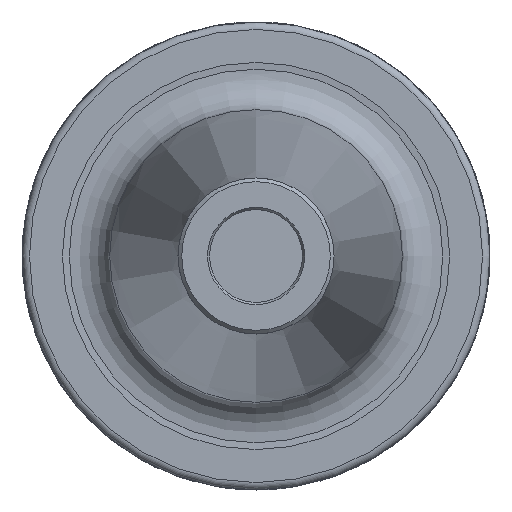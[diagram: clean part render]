
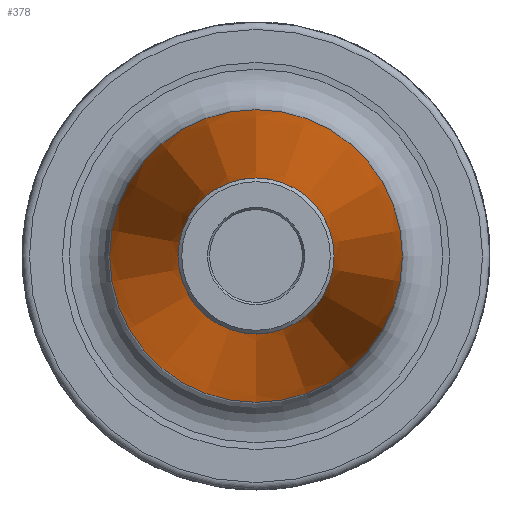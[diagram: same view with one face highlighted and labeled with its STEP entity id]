
A CAD part, left-side view. The second image highlights one B-rep face of the part: STEP entity #378.
In plain terms, the highlighted conical face has half-angle 3.787 degrees and reference radius 19.7 mm.
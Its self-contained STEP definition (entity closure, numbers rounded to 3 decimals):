
#69=CONICAL_SURFACE('',#1390,19.7,3.787);
#293=FACE_BOUND('',#550,.T.);
#294=FACE_BOUND('',#551,.T.);
#378=ADVANCED_FACE('',(#293,#294),#69,.T.);
#550=EDGE_LOOP('',(#894));
#551=EDGE_LOOP('',(#895));
#894=ORIENTED_EDGE('',*,*,#1195,.T.);
#895=ORIENTED_EDGE('',*,*,#1194,.F.);
#1022=VERTEX_POINT('',#2585);
#1023=VERTEX_POINT('',#2588);
#1194=EDGE_CURVE('',#1022,#1022,#1252,.T.);
#1195=EDGE_CURVE('',#1023,#1023,#1253,.T.);
#1252=CIRCLE('',#1387,19.7);
#1253=CIRCLE('',#1389,10.504);
#1387=AXIS2_PLACEMENT_3D('',#2584,#1712,#1713);
#1389=AXIS2_PLACEMENT_3D('',#2587,#1716,#1717);
#1390=AXIS2_PLACEMENT_3D('',#2589,#1718,#1719);
#1712=DIRECTION('',(1.,0.,0.));
#1713=DIRECTION('',(0.,0.,1.));
#1716=DIRECTION('',(1.,0.,0.));
#1717=DIRECTION('',(0.,0.,1.));
#1718=DIRECTION('',(1.,0.,0.));
#1719=DIRECTION('',(0.,0.,-1.));
#2584=CARTESIAN_POINT('',(144.,0.,0.));
#2585=CARTESIAN_POINT('',(144.,0.,19.7));
#2587=CARTESIAN_POINT('',(5.066,0.,0.));
#2588=CARTESIAN_POINT('',(5.066,0.,10.504));
#2589=CARTESIAN_POINT('',(144.,0.,0.));
